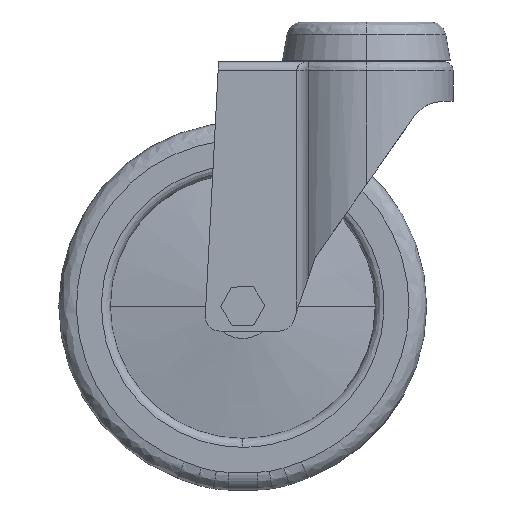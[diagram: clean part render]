
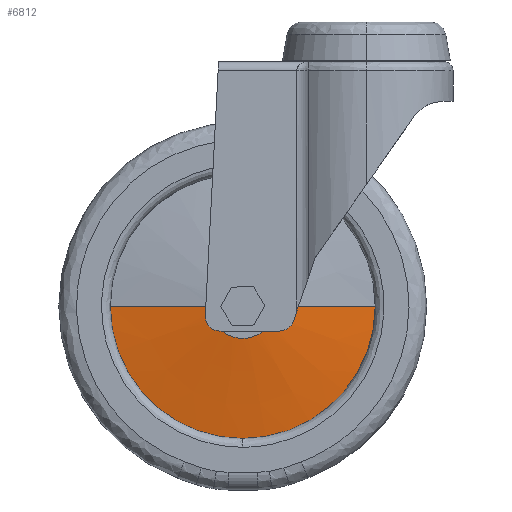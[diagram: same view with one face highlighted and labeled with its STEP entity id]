
A CAD part, left-side view. The second image highlights one B-rep face of the part: STEP entity #6812.
In plain terms, the highlighted conical face has half-angle 81.964 degrees and reference radius 45 mm.
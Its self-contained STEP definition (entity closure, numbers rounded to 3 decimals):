
#304 = CONICAL_SURFACE ( 'NONE', #2692, 45., 1.431 ) ;
#774 = LINE ( 'NONE', #1983, #4933 ) ;
#904 = DIRECTION ( 'NONE',  ( 0., 1., 0. ) ) ;
#978 = DIRECTION ( 'NONE',  ( 0.14, -0.99, 0. ) ) ;
#1549 = CARTESIAN_POINT ( 'NONE',  ( -12.7, 42., 62.5 ) ) ;
#1552 = DIRECTION ( 'NONE',  ( 1., 0., 0. ) ) ;
#1572 = EDGE_CURVE ( 'NONE', #1981, #2858, #1662, .T. ) ;
#1576 = DIRECTION ( 'NONE',  ( -1., 0., 0. ) ) ;
#1662 = CIRCLE ( 'NONE', #3559, 11. ) ;
#1725 = ORIENTED_EDGE ( 'NONE', *, *, #3118, .T. ) ;
#1981 = VERTEX_POINT ( 'NONE', #5751 ) ;
#1983 = CARTESIAN_POINT ( 'NONE',  ( -12.7, 87., 62.5 ) ) ;
#2016 = ORIENTED_EDGE ( 'NONE', *, *, #1572, .T. ) ;
#2154 = DIRECTION ( 'NONE',  ( 0., 1., 0. ) ) ;
#2565 = DIRECTION ( 'NONE',  ( 0.14, 0.99, 0. ) ) ;
#2692 = AXIS2_PLACEMENT_3D ( 'NONE', #4765, #4893, #904 ) ;
#2858 = VERTEX_POINT ( 'NONE', #3734 ) ;
#3118 = EDGE_CURVE ( 'NONE', #6164, #5349, #5480, .T. ) ;
#3443 = EDGE_LOOP ( 'NONE', ( #4689, #2016, #7469, #1725 ) ) ;
#3559 = AXIS2_PLACEMENT_3D ( 'NONE', #5012, #1552, #6818 ) ;
#3734 = CARTESIAN_POINT ( 'NONE',  ( -17.5, 53., 62.5 ) ) ;
#4660 = EDGE_CURVE ( 'NONE', #2858, #6164, #774, .T. ) ;
#4689 = ORIENTED_EDGE ( 'NONE', *, *, #6163, .F. ) ;
#4765 = CARTESIAN_POINT ( 'NONE',  ( -12.7, 42., 62.5 ) ) ;
#4838 = AXIS2_PLACEMENT_3D ( 'NONE', #1549, #1576, #2154 ) ;
#4893 = DIRECTION ( 'NONE',  ( 1., 0., 0. ) ) ;
#4933 = VECTOR ( 'NONE', #2565, 1000. ) ;
#4975 = VECTOR ( 'NONE', #978, 1000. ) ;
#5012 = CARTESIAN_POINT ( 'NONE',  ( -17.5, 42., 62.5 ) ) ;
#5349 = VERTEX_POINT ( 'NONE', #6044 ) ;
#5480 = CIRCLE ( 'NONE', #4838, 45. ) ;
#5627 = CARTESIAN_POINT ( 'NONE',  ( -12.7, 87., 62.5 ) ) ;
#5751 = CARTESIAN_POINT ( 'NONE',  ( -17.5, 31., 62.5 ) ) ;
#5784 = FACE_OUTER_BOUND ( 'NONE', #3443, .T. ) ;
#6044 = CARTESIAN_POINT ( 'NONE',  ( -12.7, -3., 62.5 ) ) ;
#6163 = EDGE_CURVE ( 'NONE', #1981, #5349, #6568, .T. ) ;
#6164 = VERTEX_POINT ( 'NONE', #5627 ) ;
#6568 = LINE ( 'NONE', #7410, #4975 ) ;
#6812 = ADVANCED_FACE ( 'NONE', ( #5784 ), #304, .T. ) ;
#6818 = DIRECTION ( 'NONE',  ( 0., 1., 0. ) ) ;
#7410 = CARTESIAN_POINT ( 'NONE',  ( -12.7, -3., 62.5 ) ) ;
#7469 = ORIENTED_EDGE ( 'NONE', *, *, #4660, .T. ) ;
